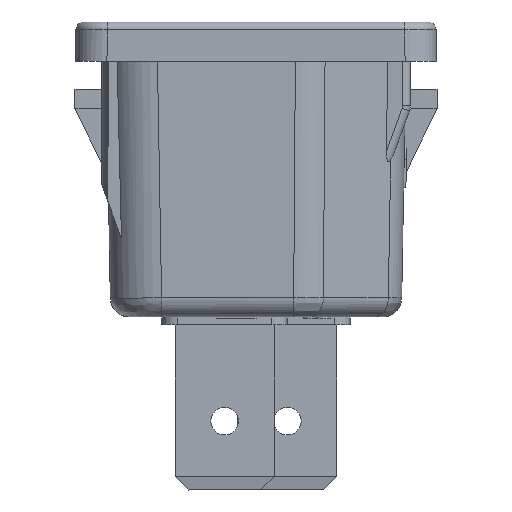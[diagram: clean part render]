
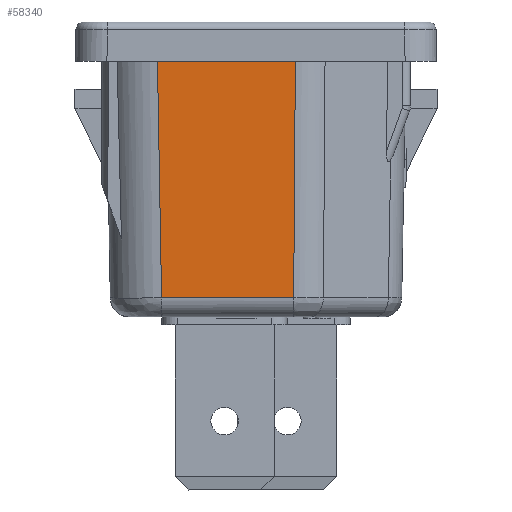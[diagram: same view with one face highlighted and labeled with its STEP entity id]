
A CAD part, left-side view. The second image highlights one B-rep face of the part: STEP entity #58340.
In plain terms, the highlighted face is planar.
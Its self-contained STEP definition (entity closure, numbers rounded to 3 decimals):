
#31350=CARTESIAN_POINT('',(-0.156,26.978,-6.281
));
#31360=VERTEX_POINT('',#31350);
#31390=CARTESIAN_POINT('',(0.316,-0.057,
-5.809));
#31400=DIRECTION('',(0.017,-1.,
0.017));
#31410=VECTOR('',#31400,1.);
#31420=LINE('',#31390,#31410);
#31430=CARTESIAN_POINT('',(0.107,11.907,
-6.018));
#31440=VERTEX_POINT('',#31430);
#31450=EDGE_CURVE('',#31360,#31440,#31420,.T.);
#57960=CARTESIAN_POINT('',(0.111,11.709,0.));
#57970=DIRECTION('',(-1.,-0.017,-0.));
#57980=DIRECTION('',(-0.017,1.,0.));
#57990=AXIS2_PLACEMENT_3D('',#57960,#57970,#57980);
#58000=PLANE('',#57990);
#58010=CARTESIAN_POINT('',(-0.156,26.978,0.));
#58020=DIRECTION('',(0.,0.,1.));
#58030=VECTOR('',#58020,1.);
#58040=LINE('',#58010,#58030);
#58050=CARTESIAN_POINT('',(-0.156,26.978,0.6));
#58060=VERTEX_POINT('',#58050);
#58070=EDGE_CURVE('',#31360,#58060,#58040,.T.);
#58080=ORIENTED_EDGE('',*,*,#58070,.F.);
#58090=CARTESIAN_POINT('',(-0.156,26.978,0.));
#58100=DIRECTION('',(0.,0.,1.));
#58110=VECTOR('',#58100,1.);
#58120=LINE('',#58090,#58110);
#58130=CARTESIAN_POINT('',(-0.156,26.978,2.507)
);
#58140=VERTEX_POINT('',#58130);
#58150=EDGE_CURVE('',#58060,#58140,#58120,.T.);
#58160=ORIENTED_EDGE('',*,*,#58150,.F.);
#58170=CARTESIAN_POINT('',(0.316,-0.048,
2.319));
#58180=DIRECTION('',(-0.017,1.,
0.007));
#58190=VECTOR('',#58180,1.);
#58200=LINE('',#58170,#58190);
#58210=CARTESIAN_POINT('',(0.107,11.907,
2.402));
#58220=VERTEX_POINT('',#58210);
#58230=EDGE_CURVE('',#58220,#58140,#58200,.T.);
#58240=ORIENTED_EDGE('',*,*,#58230,.T.);
#58250=CARTESIAN_POINT('',(0.107,11.907,0.));
#58260=DIRECTION('',(0.,0.,1.));
#58270=VECTOR('',#58260,1.);
#58280=LINE('',#58250,#58270);
#58290=EDGE_CURVE('',#31440,#58220,#58280,.T.);
#58300=ORIENTED_EDGE('',*,*,#58290,.T.);
#58310=ORIENTED_EDGE('',*,*,#31450,.T.);
#58320=EDGE_LOOP('',(#58310,#58300,#58240,#58160,#58080));
#58330=FACE_OUTER_BOUND('',#58320,.T.);
#58340=ADVANCED_FACE('',(#58330),#58000,.T.);
